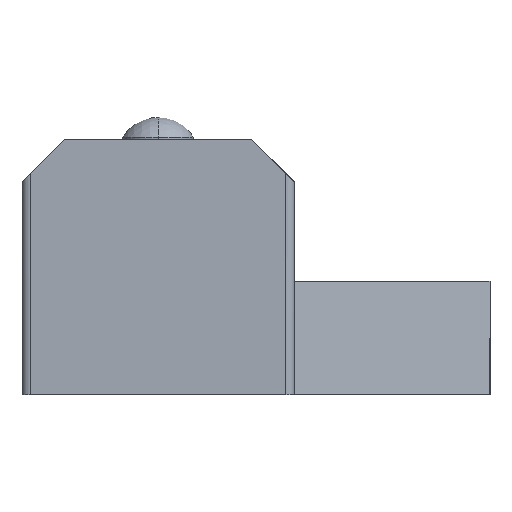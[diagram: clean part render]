
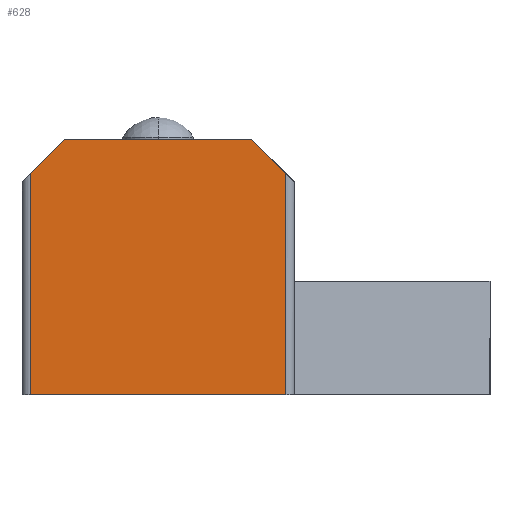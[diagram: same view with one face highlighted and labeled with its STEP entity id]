
A CAD part, left-side view. The second image highlights one B-rep face of the part: STEP entity #628.
In plain terms, the highlighted planar face has unit normal (-1, 0, 0).
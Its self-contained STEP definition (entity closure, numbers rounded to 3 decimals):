
#11 = DIRECTION ( 'NONE',  ( 0., -1., 0. ) ) ;
#21 = LINE ( 'NONE', #534, #645 ) ;
#51 = CARTESIAN_POINT ( 'NONE',  ( -15., 4.5, -4.5 ) ) ;
#85 = ORIENTED_EDGE ( 'NONE', *, *, #1384, .F. ) ;
#138 = LINE ( 'NONE', #1118, #185 ) ;
#185 = VECTOR ( 'NONE', #446, 1000. ) ;
#220 = VERTEX_POINT ( 'NONE', #727 ) ;
#285 = ORIENTED_EDGE ( 'NONE', *, *, #437, .T. ) ;
#295 = LINE ( 'NONE', #559, #784 ) ;
#306 = LINE ( 'NONE', #373, #554 ) ;
#351 = CARTESIAN_POINT ( 'NONE',  ( -15., 3.3, 4.5 ) ) ;
#354 = DIRECTION ( 'NONE',  ( 0., 0., -1. ) ) ;
#373 = CARTESIAN_POINT ( 'NONE',  ( -15., -4.8, -4.5 ) ) ;
#395 = EDGE_CURVE ( 'NONE', #978, #550, #306, .T. ) ;
#399 = AXIS2_PLACEMENT_3D ( 'NONE', #583, #1134, #354 ) ;
#425 = ORIENTED_EDGE ( 'NONE', *, *, #573, .T. ) ;
#437 = EDGE_CURVE ( 'NONE', #812, #1286, #21, .T. ) ;
#438 = EDGE_LOOP ( 'NONE', ( #285, #1523, #1154, #425, #622, #85 ) ) ;
#446 = DIRECTION ( 'NONE',  ( 0., 0., -1. ) ) ;
#454 = CARTESIAN_POINT ( 'NONE',  ( -15., -4.8, 4.5 ) ) ;
#455 = PLANE ( 'NONE',  #399 ) ;
#495 = LINE ( 'NONE', #1119, #1344 ) ;
#534 = CARTESIAN_POINT ( 'NONE',  ( -15., 3.3, 4.5 ) ) ;
#550 = VERTEX_POINT ( 'NONE', #771 ) ;
#554 = VECTOR ( 'NONE', #11, 1000. ) ;
#559 = CARTESIAN_POINT ( 'NONE',  ( -15., -3.3, 4.5 ) ) ;
#565 = DIRECTION ( 'NONE',  ( 0., 0.707, 0.707 ) ) ;
#573 = EDGE_CURVE ( 'NONE', #550, #859, #495, .T. ) ;
#582 = DIRECTION ( 'NONE',  ( 0., -1., 0. ) ) ;
#583 = CARTESIAN_POINT ( 'NONE',  ( -15., -4.8, 4.5 ) ) ;
#622 = ORIENTED_EDGE ( 'NONE', *, *, #649, .T. ) ;
#628 = ADVANCED_FACE ( 'NONE', ( #1203 ), #455, .F. ) ;
#645 = VECTOR ( 'NONE', #1329, 1000. ) ;
#649 = EDGE_CURVE ( 'NONE', #859, #220, #295, .T. ) ;
#727 = CARTESIAN_POINT ( 'NONE',  ( -15., -3.3, 4.5 ) ) ;
#771 = CARTESIAN_POINT ( 'NONE',  ( -15., -4.5, -4.5 ) ) ;
#784 = VECTOR ( 'NONE', #565, 1000. ) ;
#812 = VERTEX_POINT ( 'NONE', #351 ) ;
#859 = VERTEX_POINT ( 'NONE', #973 ) ;
#938 = LINE ( 'NONE', #454, #1094 ) ;
#973 = CARTESIAN_POINT ( 'NONE',  ( -15., -4.5, 3.3 ) ) ;
#978 = VERTEX_POINT ( 'NONE', #51 ) ;
#1094 = VECTOR ( 'NONE', #582, 1000. ) ;
#1101 = DIRECTION ( 'NONE',  ( 0., 0., 1. ) ) ;
#1118 = CARTESIAN_POINT ( 'NONE',  ( -15., 4.5, 4.5 ) ) ;
#1119 = CARTESIAN_POINT ( 'NONE',  ( -15., -4.5, 4.5 ) ) ;
#1134 = DIRECTION ( 'NONE',  ( 1., 0., 0. ) ) ;
#1154 = ORIENTED_EDGE ( 'NONE', *, *, #395, .T. ) ;
#1203 = FACE_OUTER_BOUND ( 'NONE', #438, .T. ) ;
#1286 = VERTEX_POINT ( 'NONE', #1486 ) ;
#1329 = DIRECTION ( 'NONE',  ( 0., 0.707, -0.707 ) ) ;
#1344 = VECTOR ( 'NONE', #1101, 1000. ) ;
#1356 = EDGE_CURVE ( 'NONE', #1286, #978, #138, .T. ) ;
#1384 = EDGE_CURVE ( 'NONE', #812, #220, #938, .T. ) ;
#1486 = CARTESIAN_POINT ( 'NONE',  ( -15., 4.5, 3.3 ) ) ;
#1523 = ORIENTED_EDGE ( 'NONE', *, *, #1356, .T. ) ;
